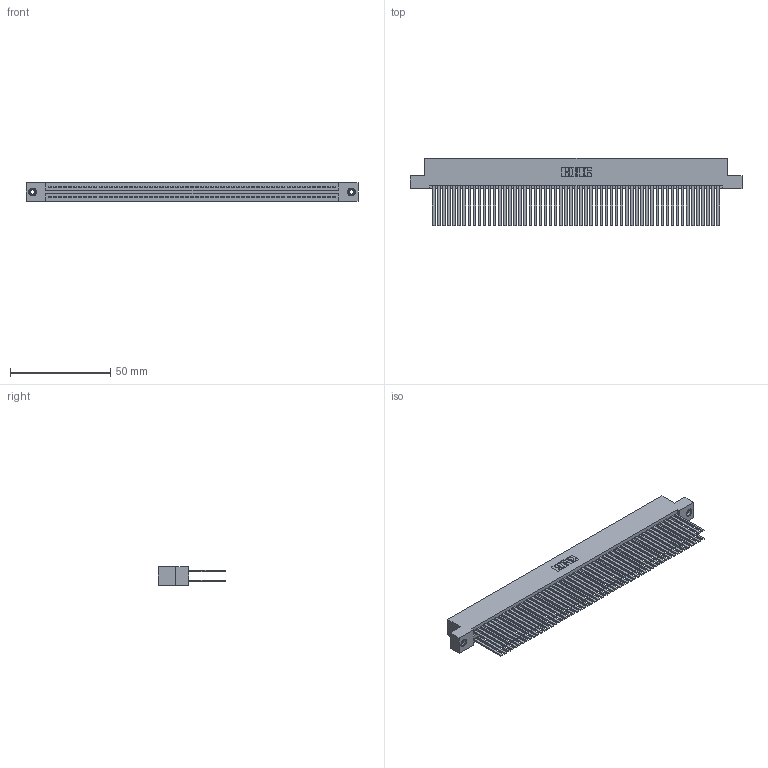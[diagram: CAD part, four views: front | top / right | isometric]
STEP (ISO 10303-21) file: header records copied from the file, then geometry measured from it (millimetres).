
FILE_DESCRIPTION (( 'STEP AP203' ), '1' );
FILE_NAME ('345-114-544-208.STEP', '2019-11-05T11:52:51', ( '' ), ( '' ), 'SwSTEP 2.0', 'SolidWorks 2016', '' );
FILE_SCHEMA (( 'CONFIG_CONTROL_DESIGN' ));
Length unit declared in the file: inch
Products named in the file (4): 345-292-001_345-293-144; 345-250-001_345-250-003-102; 345-114-544-208; 345 Part_Flush Mounting Lugs - 0.156 Dia-TI
Assembly tree (117 placements, depth 2):
  345-114-544-208
    345 Part_Flush Mounting Lugs - 0.156 Dia-TI
    345-292-001_345-293-144  x114
    345-250-001_345-250-003-102  x2
Bounding box: 165.99 x 33.96 x 9.4 mm (x, y, z)
Volume: 17855.1 mm3; surface area: 31380.6 mm2
Topology: 117 solids, 117 shells, 5202 faces, 15411 edges, 10114 vertices
Faces by surface type: plane 3418, cylinder 1768, cone 12, torus 4
Entity records: 43706 total; most frequent: CARTESIAN_POINT 7291, ORIENTED_EDGE 7218, DIRECTION 6435, EDGE_CURVE 3609, VECTOR 3233, LINE 3233, VERTEX_POINT 2400, AXIS2_PLACEMENT_3D 1601
